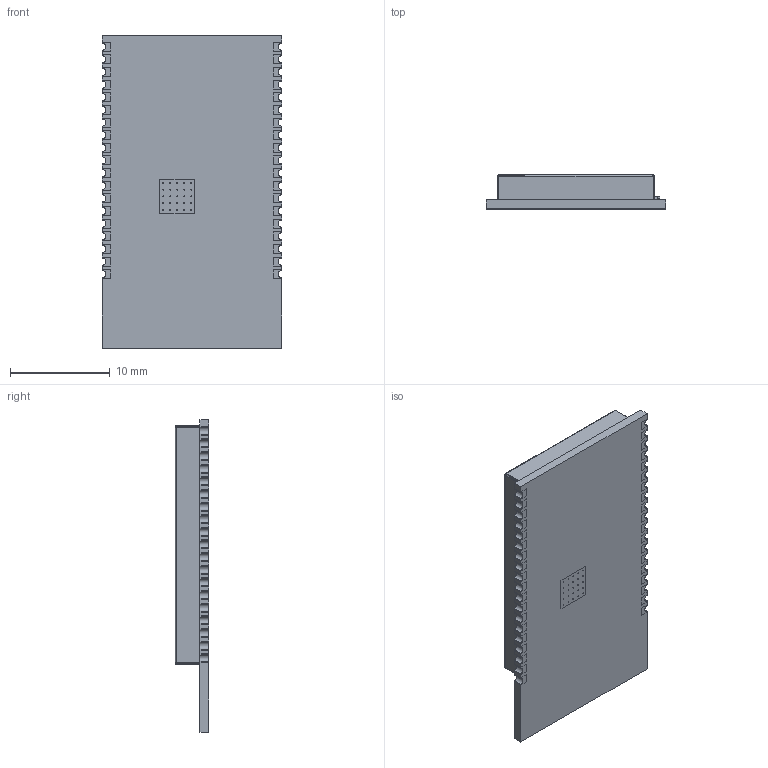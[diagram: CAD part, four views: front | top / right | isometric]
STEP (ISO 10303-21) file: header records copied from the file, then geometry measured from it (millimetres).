
FILE_DESCRIPTION (( 'STEP AP214' ), '1' );
FILE_NAME ('ESP32-WROVER-B (16MB).STEP', '2018-09-29T00:56:19', ( '' ), ( '' ), 'SwSTEP 2.0', 'SolidWorks 2017', '' );
FILE_SCHEMA (( 'AUTOMOTIVE_DESIGN' ));
Length unit declared in the file: millimetre
Products named in the file (3): ESP32-WROVER-B (16MB); ESP-WROOM-02D board; UFL connector
Assembly tree (2 placements, depth 2):
  ESP32-WROVER-B (16MB)
    ESP-WROOM-02D board
    UFL connector
Bounding box: 18 x 3.4 x 31.4 mm (x, y, z)
Volume: 560.4 mm3; surface area: 2565.3 mm2
Topology: 45 solids, 45 shells, 841 faces, 2186 edges, 1437 vertices
Faces by surface type: plane 663, cylinder 158, bspline 12, cone 6, sphere 2
Entity records: 26359 total; most frequent: CARTESIAN_POINT 4943, ORIENTED_EDGE 4364, DIRECTION 4040, EDGE_CURVE 2182, LINE 1888, VECTOR 1888, VERTEX_POINT 1435, AXIS2_PLACEMENT_3D 1076
